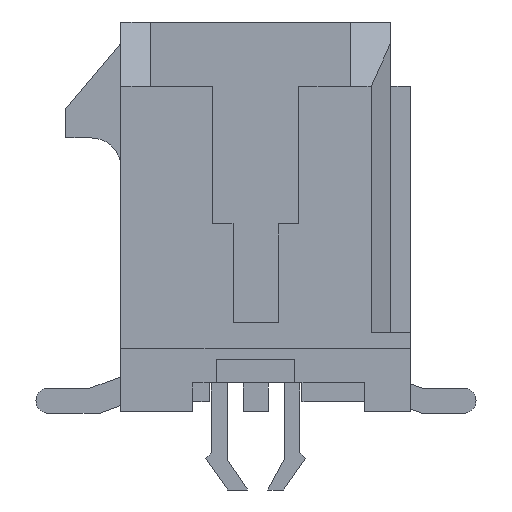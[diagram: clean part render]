
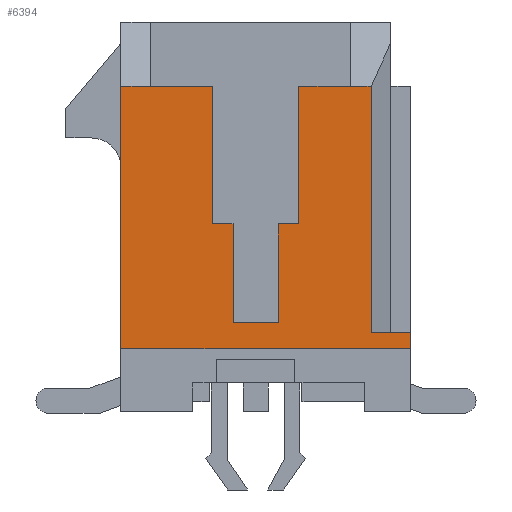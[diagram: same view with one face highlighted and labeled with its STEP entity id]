
A CAD part, left-side view. The second image highlights one B-rep face of the part: STEP entity #6394.
In plain terms, the highlighted planar face has unit normal (-1, 0, 0).
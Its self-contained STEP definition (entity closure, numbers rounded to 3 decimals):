
#1=DIRECTION('',(0.,0.,-1.));
#2=VECTOR('',#1,3.5);
#3=CARTESIAN_POINT('',(-9.325,-1.1,3.31));
#4=LINE('',#3,#2);
#5=DIRECTION('',(0.,1.,0.));
#6=VECTOR('',#5,1.31);
#7=CARTESIAN_POINT('',(-9.325,-2.41,3.31));
#8=LINE('',#7,#6);
#9=DIRECTION('',(0.,-1.,0.));
#10=VECTOR('',#9,0.53);
#11=CARTESIAN_POINT('',(-9.325,-2.41,3.31));
#12=LINE('',#11,#10);
#13=DIRECTION('',(0.,0.,-1.));
#14=VECTOR('',#13,6.27);
#15=CARTESIAN_POINT('',(-9.325,-2.94,3.31));
#16=LINE('',#15,#14);
#17=DIRECTION('',(0.,0.,-1.));
#18=VECTOR('',#17,0.4);
#19=CARTESIAN_POINT('',(-9.325,-3.94,-2.96));
#20=LINE('',#19,#18);
#21=DIRECTION('',(0.,1.,0.));
#22=VECTOR('',#21,7.37);
#23=CARTESIAN_POINT('',(-9.325,-3.94,-3.36));
#24=LINE('',#23,#22);
#25=DIRECTION('',(0.,0.,1.));
#26=VECTOR('',#25,6.67);
#27=CARTESIAN_POINT('',(-9.325,3.43,-3.36));
#28=LINE('',#27,#26);
#29=DIRECTION('',(0.,-1.,0.));
#30=VECTOR('',#29,0.75);
#31=CARTESIAN_POINT('',(-9.325,3.43,3.31));
#32=LINE('',#31,#30);
#33=DIRECTION('',(0.,1.,0.));
#34=VECTOR('',#33,1.58);
#35=CARTESIAN_POINT('',(-9.325,1.1,3.31));
#36=LINE('',#35,#34);
#37=DIRECTION('',(0.,0.,-1.));
#38=VECTOR('',#37,3.5);
#39=CARTESIAN_POINT('',(-9.325,1.1,3.31));
#40=LINE('',#39,#38);
#41=DIRECTION('',(0.,1.,0.));
#42=VECTOR('',#41,0.525);
#43=CARTESIAN_POINT('',(-9.325,0.575,-0.19));
#44=LINE('',#43,#42);
#45=DIRECTION('',(0.,0.,1.));
#46=VECTOR('',#45,2.5);
#47=CARTESIAN_POINT('',(-9.325,0.575,-2.69));
#48=LINE('',#47,#46);
#49=DIRECTION('',(0.,1.,0.));
#50=VECTOR('',#49,1.15);
#51=CARTESIAN_POINT('',(-9.325,-0.575,-2.69));
#52=LINE('',#51,#50);
#53=DIRECTION('',(0.,0.,-1.));
#54=VECTOR('',#53,2.5);
#55=CARTESIAN_POINT('',(-9.325,-0.575,-0.19));
#56=LINE('',#55,#54);
#57=DIRECTION('',(0.,1.,0.));
#58=VECTOR('',#57,0.525);
#59=CARTESIAN_POINT('',(-9.325,-1.1,-0.19));
#60=LINE('',#59,#58);
#2113=DIRECTION('',(0.,1.,0.));
#2114=VECTOR('',#2113,1.);
#2115=CARTESIAN_POINT('',(-9.325,-3.94,-2.96));
#2116=LINE('',#2115,#2114);
#4848=CARTESIAN_POINT('',(-9.325,3.43,3.31));
#4850=VERTEX_POINT('',#4848);
#4897=CARTESIAN_POINT('',(-9.325,-3.94,-2.96));
#4898=CARTESIAN_POINT('',(-9.325,-2.94,-2.96));
#4899=VERTEX_POINT('',#4897);
#4900=VERTEX_POINT('',#4898);
#4905=CARTESIAN_POINT('',(-9.325,2.68,3.31));
#4906=VERTEX_POINT('',#4905);
#4907=CARTESIAN_POINT('',(-9.325,-2.41,3.31));
#4908=VERTEX_POINT('',#4907);
#5097=CARTESIAN_POINT('',(-9.325,-1.1,3.31));
#5098=CARTESIAN_POINT('',(-9.325,-1.1,-0.19));
#5099=VERTEX_POINT('',#5097);
#5100=VERTEX_POINT('',#5098);
#5101=CARTESIAN_POINT('',(-9.325,-0.575,-0.19));
#5102=VERTEX_POINT('',#5101);
#5103=CARTESIAN_POINT('',(-9.325,-0.575,-2.69));
#5104=VERTEX_POINT('',#5103);
#5105=CARTESIAN_POINT('',(-9.325,0.575,-2.69));
#5106=VERTEX_POINT('',#5105);
#5107=CARTESIAN_POINT('',(-9.325,0.575,-0.19));
#5108=VERTEX_POINT('',#5107);
#5109=CARTESIAN_POINT('',(-9.325,1.1,-0.19));
#5110=VERTEX_POINT('',#5109);
#5111=CARTESIAN_POINT('',(-9.325,1.1,3.31));
#5112=VERTEX_POINT('',#5111);
#6017=CARTESIAN_POINT('',(-9.325,-3.94,-3.36));
#6018=CARTESIAN_POINT('',(-9.325,3.43,-3.36));
#6019=VERTEX_POINT('',#6017);
#6020=VERTEX_POINT('',#6018);
#6045=CARTESIAN_POINT('',(-9.325,-2.94,3.31));
#6046=VERTEX_POINT('',#6045);
#6355=CARTESIAN_POINT('',(-9.325,0.,0.));
#6356=DIRECTION('',(1.,0.,0.));
#6357=DIRECTION('',(0.,0.,-1.));
#6358=AXIS2_PLACEMENT_3D('',#6355,#6356,#6357);
#6359=PLANE('',#6358);
#6361=ORIENTED_EDGE('',*,*,#6360,.F.);
#6363=ORIENTED_EDGE('',*,*,#6362,.F.);
#6365=ORIENTED_EDGE('',*,*,#6364,.T.);
#6367=ORIENTED_EDGE('',*,*,#6366,.T.);
#6369=ORIENTED_EDGE('',*,*,#6368,.F.);
#6371=ORIENTED_EDGE('',*,*,#6370,.T.);
#6373=ORIENTED_EDGE('',*,*,#6372,.T.);
#6375=ORIENTED_EDGE('',*,*,#6374,.T.);
#6377=ORIENTED_EDGE('',*,*,#6376,.T.);
#6379=ORIENTED_EDGE('',*,*,#6378,.F.);
#6381=ORIENTED_EDGE('',*,*,#6380,.T.);
#6383=ORIENTED_EDGE('',*,*,#6382,.F.);
#6385=ORIENTED_EDGE('',*,*,#6384,.F.);
#6387=ORIENTED_EDGE('',*,*,#6386,.F.);
#6389=ORIENTED_EDGE('',*,*,#6388,.F.);
#6391=ORIENTED_EDGE('',*,*,#6390,.F.);
#6392=EDGE_LOOP('',(#6361,#6363,#6365,#6367,#6369,#6371,#6373,#6375,#6377,#6379,
#6381,#6383,#6385,#6387,#6389,#6391));
#6393=FACE_OUTER_BOUND('',#6392,.F.);
#6394=ADVANCED_FACE('',(#6393),#6359,.F.);
#6360=EDGE_CURVE('',#5099,#5100,#4,.T.);
#6362=EDGE_CURVE('',#4908,#5099,#8,.T.);
#6364=EDGE_CURVE('',#4908,#6046,#12,.T.);
#6366=EDGE_CURVE('',#6046,#4900,#16,.T.);
#6368=EDGE_CURVE('',#4899,#4900,#2116,.T.);
#6370=EDGE_CURVE('',#4899,#6019,#20,.T.);
#6372=EDGE_CURVE('',#6019,#6020,#24,.T.);
#6374=EDGE_CURVE('',#6020,#4850,#28,.T.);
#6376=EDGE_CURVE('',#4850,#4906,#32,.T.);
#6378=EDGE_CURVE('',#5112,#4906,#36,.T.);
#6380=EDGE_CURVE('',#5112,#5110,#40,.T.);
#6382=EDGE_CURVE('',#5108,#5110,#44,.T.);
#6384=EDGE_CURVE('',#5106,#5108,#48,.T.);
#6386=EDGE_CURVE('',#5104,#5106,#52,.T.);
#6388=EDGE_CURVE('',#5102,#5104,#56,.T.);
#6390=EDGE_CURVE('',#5100,#5102,#60,.T.);
